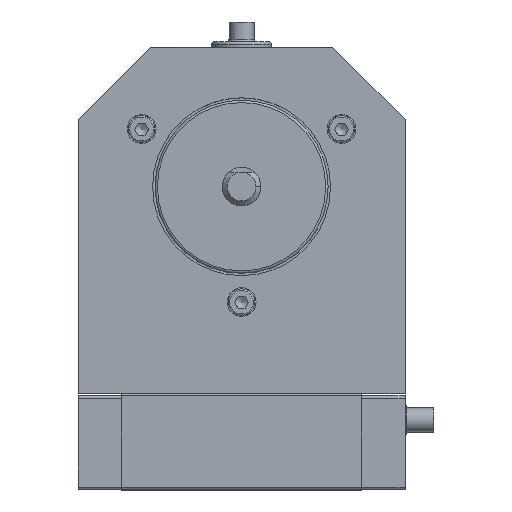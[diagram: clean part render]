
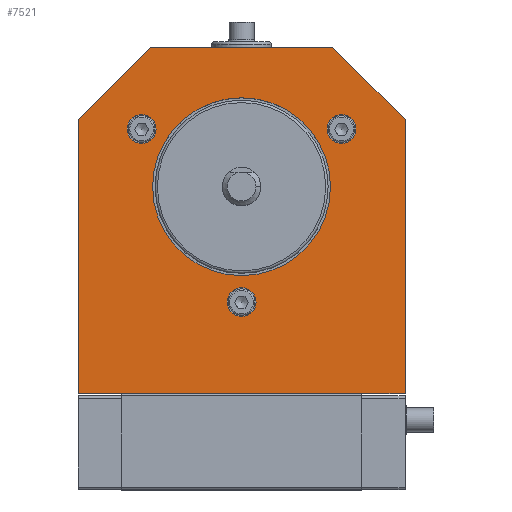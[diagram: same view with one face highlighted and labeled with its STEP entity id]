
A CAD part, top view. The second image highlights one B-rep face of the part: STEP entity #7521.
In plain terms, the highlighted planar face has unit normal (0, 0, 1).
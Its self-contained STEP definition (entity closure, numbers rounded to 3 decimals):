
#176=FACE_BOUND('',#1343,.T.);
#177=FACE_BOUND('',#1344,.T.);
#178=FACE_BOUND('',#1345,.T.);
#179=FACE_BOUND('',#1346,.T.);
#384=PLANE('',#8091);
#884=FACE_OUTER_BOUND('',#1342,.T.);
#1342=EDGE_LOOP('',(#6249,#6250,#6251,#6252,#6253,#6254));
#1343=EDGE_LOOP('',(#6255,#6256));
#1344=EDGE_LOOP('',(#6257,#6258));
#1345=EDGE_LOOP('',(#6259,#6260));
#1346=EDGE_LOOP('',(#6261));
#2005=LINE('',#11830,#2651);
#2009=LINE('',#11836,#2655);
#2011=LINE('',#11840,#2657);
#2043=LINE('',#11942,#2689);
#2047=LINE('',#11950,#2693);
#2048=LINE('',#11952,#2694);
#2651=VECTOR('',#9574,10.);
#2655=VECTOR('',#9580,10.);
#2657=VECTOR('',#9584,10.);
#2689=VECTOR('',#9694,10.);
#2693=VECTOR('',#9702,10.);
#2694=VECTOR('',#9705,10.);
#2953=CIRCLE('',#8030,3.);
#2954=CIRCLE('',#8031,3.);
#2958=CIRCLE('',#8038,3.);
#2959=CIRCLE('',#8039,3.);
#2962=CIRCLE('',#8045,3.);
#2963=CIRCLE('',#8046,3.);
#2968=CIRCLE('',#8069,18.5);
#3566=VERTEX_POINT('',#11794);
#3567=VERTEX_POINT('',#11796);
#3571=VERTEX_POINT('',#11809);
#3572=VERTEX_POINT('',#11811);
#3575=VERTEX_POINT('',#11822);
#3576=VERTEX_POINT('',#11824);
#3577=VERTEX_POINT('',#11828);
#3578=VERTEX_POINT('',#11829);
#3579=VERTEX_POINT('',#11834);
#3580=VERTEX_POINT('',#11838);
#3597=VERTEX_POINT('',#11900);
#3611=VERTEX_POINT('',#11940);
#3613=VERTEX_POINT('',#11948);
#4494=EDGE_CURVE('',#3567,#3566,#2953,.T.);
#4495=EDGE_CURVE('',#3566,#3567,#2954,.T.);
#4501=EDGE_CURVE('',#3572,#3571,#2958,.T.);
#4502=EDGE_CURVE('',#3571,#3572,#2959,.T.);
#4507=EDGE_CURVE('',#3576,#3575,#2962,.T.);
#4508=EDGE_CURVE('',#3575,#3576,#2963,.T.);
#4509=EDGE_CURVE('',#3577,#3578,#2005,.T.);
#4513=EDGE_CURVE('',#3577,#3579,#2009,.T.);
#4515=EDGE_CURVE('',#3580,#3579,#2011,.T.);
#4545=EDGE_CURVE('',#3597,#3597,#2968,.T.);
#4564=EDGE_CURVE('',#3611,#3580,#2043,.T.);
#4568=EDGE_CURVE('',#3611,#3613,#2047,.T.);
#4569=EDGE_CURVE('',#3578,#3613,#2048,.T.);
#6249=ORIENTED_EDGE('',*,*,#4509,.F.);
#6250=ORIENTED_EDGE('',*,*,#4513,.T.);
#6251=ORIENTED_EDGE('',*,*,#4515,.F.);
#6252=ORIENTED_EDGE('',*,*,#4564,.F.);
#6253=ORIENTED_EDGE('',*,*,#4568,.T.);
#6254=ORIENTED_EDGE('',*,*,#4569,.F.);
#6255=ORIENTED_EDGE('',*,*,#4494,.T.);
#6256=ORIENTED_EDGE('',*,*,#4495,.T.);
#6257=ORIENTED_EDGE('',*,*,#4501,.T.);
#6258=ORIENTED_EDGE('',*,*,#4502,.T.);
#6259=ORIENTED_EDGE('',*,*,#4507,.T.);
#6260=ORIENTED_EDGE('',*,*,#4508,.T.);
#6261=ORIENTED_EDGE('',*,*,#4545,.T.);
#7521=ADVANCED_FACE('',(#884,#176,#177,#178,#179),#384,.T.);
#8030=AXIS2_PLACEMENT_3D('',#11797,#9534,#9535);
#8031=AXIS2_PLACEMENT_3D('',#11798,#9536,#9537);
#8038=AXIS2_PLACEMENT_3D('',#11812,#9552,#9553);
#8039=AXIS2_PLACEMENT_3D('',#11813,#9554,#9555);
#8045=AXIS2_PLACEMENT_3D('',#11825,#9568,#9569);
#8046=AXIS2_PLACEMENT_3D('',#11826,#9570,#9571);
#8069=AXIS2_PLACEMENT_3D('',#11902,#9648,#9649);
#8091=AXIS2_PLACEMENT_3D('',#11951,#9703,#9704);
#9534=DIRECTION('center_axis',(0.,0.,
-1.));
#9535=DIRECTION('ref_axis',(-0.5,-0.866,0.));
#9536=DIRECTION('center_axis',(0.,0.,
-1.));
#9537=DIRECTION('ref_axis',(-0.5,-0.866,0.));
#9552=DIRECTION('center_axis',(0.,0.,
-1.));
#9553=DIRECTION('ref_axis',(-0.5,0.866,0.));
#9554=DIRECTION('center_axis',(0.,0.,
-1.));
#9555=DIRECTION('ref_axis',(-0.5,0.866,0.));
#9568=DIRECTION('center_axis',(0.,0.,
-1.));
#9569=DIRECTION('ref_axis',(1.,0.,0.));
#9570=DIRECTION('center_axis',(0.,0.,
-1.));
#9571=DIRECTION('ref_axis',(1.,0.,0.));
#9574=DIRECTION('',(0.707,-0.707,0.));
#9580=DIRECTION('',(-1.,0.,0.));
#9584=DIRECTION('',(0.707,0.707,0.));
#9648=DIRECTION('center_axis',(0.,0.,
-1.));
#9649=DIRECTION('ref_axis',(1.,0.,0.));
#9694=DIRECTION('',(0.,1.,0.));
#9702=DIRECTION('',(1.,0.,0.));
#9703=DIRECTION('center_axis',(0.,0.,
1.));
#9704=DIRECTION('ref_axis',(0.,-1.,0.));
#9705=DIRECTION('',(0.,-1.,0.));
#11794=CARTESIAN_POINT('',(-44.284,78.098,25.));
#11796=CARTESIAN_POINT('',(-47.284,72.902,25.));
#11797=CARTESIAN_POINT('Origin',(-45.784,75.5,25.));
#11798=CARTESIAN_POINT('Origin',(-45.784,75.5,25.));
#11809=CARTESIAN_POINT('',(-2.715,72.902,25.));
#11811=CARTESIAN_POINT('',(-5.715,78.098,25.));
#11812=CARTESIAN_POINT('Origin',(-4.215,75.5,25.));
#11813=CARTESIAN_POINT('Origin',(-4.215,75.5,25.));
#11822=CARTESIAN_POINT('',(-27.999,39.5,25.));
#11824=CARTESIAN_POINT('',(-21.999,39.5,25.));
#11825=CARTESIAN_POINT('Origin',(-24.999,39.5,25.));
#11826=CARTESIAN_POINT('Origin',(-24.999,39.5,25.));
#11828=CARTESIAN_POINT('',(-5.999,92.5,25.));
#11829=CARTESIAN_POINT('',(9.001,77.5,25.));
#11830=CARTESIAN_POINT('',(-6.999,93.5,25.));
#11834=CARTESIAN_POINT('',(-43.999,92.5,25.));
#11836=CARTESIAN_POINT('',(-24.999,92.5,25.));
#11838=CARTESIAN_POINT('',(-58.999,77.5,25.));
#11840=CARTESIAN_POINT('',(-42.999,93.5,25.));
#11900=CARTESIAN_POINT('',(-43.499,63.5,25.));
#11902=CARTESIAN_POINT('Origin',(-24.999,63.5,25.));
#11940=CARTESIAN_POINT('',(-58.999,20.5,25.));
#11942=CARTESIAN_POINT('',(-58.999,20.5,25.));
#11948=CARTESIAN_POINT('',(9.001,20.5,25.));
#11950=CARTESIAN_POINT('',(-24.999,20.5,25.));
#11951=CARTESIAN_POINT('Origin',(-24.999,92.5,25.));
#11952=CARTESIAN_POINT('',(9.001,20.5,25.));
